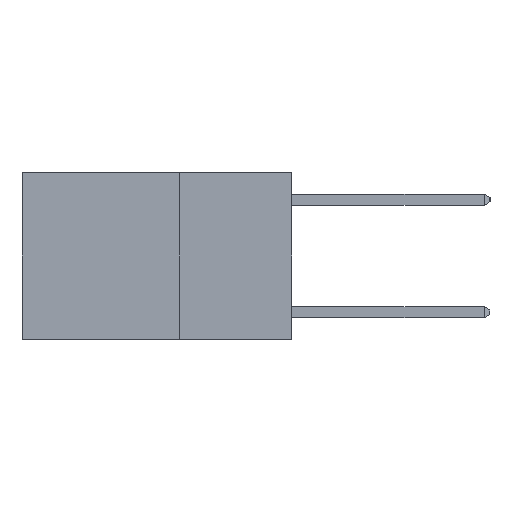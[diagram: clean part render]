
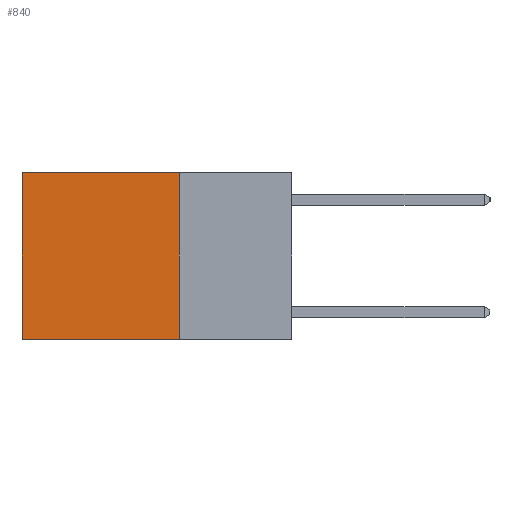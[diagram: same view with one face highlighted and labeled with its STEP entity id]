
A CAD part, left-side view. The second image highlights one B-rep face of the part: STEP entity #840.
In plain terms, the highlighted planar face has unit normal (-1, 0, 0).
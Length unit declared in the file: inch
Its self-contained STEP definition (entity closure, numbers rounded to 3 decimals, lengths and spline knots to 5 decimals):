
#130 = AXIS2_PLACEMENT_3D ( 'NONE', #5403, #6155, #1171 ) ;
#313 = ORIENTED_EDGE ( 'NONE', *, *, #2639, .F. ) ;
#738 = VECTOR ( 'NONE', #10172, 39.37008 ) ;
#840 = ADVANCED_FACE ( 'NONE', ( #10871 ), #5288, .F. ) ;
#1171 = DIRECTION ( 'NONE',  ( 0., 0., -1. ) ) ;
#1240 = CARTESIAN_POINT ( 'NONE',  ( 0.2625, 0.6, -0.37 ) ) ;
#1448 = EDGE_CURVE ( 'NONE', #2913, #2266, #6996, .T. ) ;
#1608 = DIRECTION ( 'NONE',  ( 0., 0., -1. ) ) ;
#1692 = ORIENTED_EDGE ( 'NONE', *, *, #1448, .T. ) ;
#1772 = CARTESIAN_POINT ( 'NONE',  ( 0.2625, 0.6, 0. ) ) ;
#2181 = EDGE_CURVE ( 'NONE', #7825, #2913, #4671, .T. ) ;
#2266 = VERTEX_POINT ( 'NONE', #1240 ) ;
#2299 = DIRECTION ( 'NONE',  ( 0., 1., 0. ) ) ;
#2478 = CARTESIAN_POINT ( 'NONE',  ( 0.2625, 0.25, 0. ) ) ;
#2601 = CARTESIAN_POINT ( 'NONE',  ( 0.2625, 0.25, 0. ) ) ;
#2631 = VERTEX_POINT ( 'NONE', #10116 ) ;
#2639 = EDGE_CURVE ( 'NONE', #7825, #2631, #7784, .T. ) ;
#2913 = VERTEX_POINT ( 'NONE', #8869 ) ;
#3023 = EDGE_CURVE ( 'NONE', #2631, #2266, #8518, .T. ) ;
#4668 = VECTOR ( 'NONE', #1608, 39.37008 ) ;
#4671 = LINE ( 'NONE', #2478, #6731 ) ;
#5288 = PLANE ( 'NONE',  #130 ) ;
#5394 = ORIENTED_EDGE ( 'NONE', *, *, #3023, .F. ) ;
#5403 = CARTESIAN_POINT ( 'NONE',  ( 0.2625, 0.25, 0. ) ) ;
#5632 = EDGE_LOOP ( 'NONE', ( #1692, #5394, #313, #6955 ) ) ;
#6155 = DIRECTION ( 'NONE',  ( 1., 0., 0. ) ) ;
#6731 = VECTOR ( 'NONE', #2299, 39.37008 ) ;
#6955 = ORIENTED_EDGE ( 'NONE', *, *, #2181, .T. ) ;
#6996 = LINE ( 'NONE', #1772, #4668 ) ;
#7784 = LINE ( 'NONE', #10207, #738 ) ;
#7825 = VERTEX_POINT ( 'NONE', #2601 ) ;
#8033 = VECTOR ( 'NONE', #8447, 39.37008 ) ;
#8398 = CARTESIAN_POINT ( 'NONE',  ( 0.2625, 0.25, -0.37 ) ) ;
#8447 = DIRECTION ( 'NONE',  ( 0., 1., 0. ) ) ;
#8518 = LINE ( 'NONE', #8398, #8033 ) ;
#8869 = CARTESIAN_POINT ( 'NONE',  ( 0.2625, 0.6, 0. ) ) ;
#10116 = CARTESIAN_POINT ( 'NONE',  ( 0.2625, 0.25, -0.37 ) ) ;
#10172 = DIRECTION ( 'NONE',  ( 0., 0., -1. ) ) ;
#10207 = CARTESIAN_POINT ( 'NONE',  ( 0.2625, 0.25, 0. ) ) ;
#10871 = FACE_OUTER_BOUND ( 'NONE', #5632, .T. ) ;
